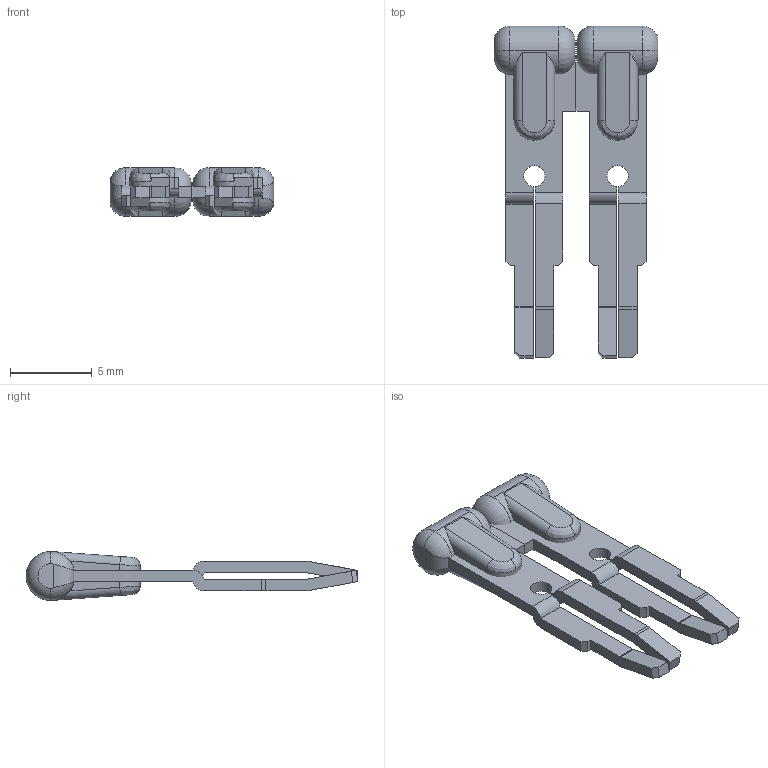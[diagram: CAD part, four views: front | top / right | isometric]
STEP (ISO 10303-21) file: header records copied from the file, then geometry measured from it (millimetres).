
FILE_DESCRIPTION (( 'STEP AP214' ), '1' );
FILE_NAME ('43525_02_DN-2J2Y.STEP', '2014-05-29T12:46:57', ( '' ), ( '' ), 'SwSTEP 2.0', 'SolidWorks 2013', '' );
FILE_SCHEMA (( 'AUTOMOTIVE_DESIGN' ));
Length unit declared in the file: millimetre
Products named in the file (3): 43525_02_DN-2J2Y; J2,5_J4 INTERMEDIO; J2,5_M
Assembly tree (4 placements, depth 2):
  43525_02_DN-2J2Y
    J2,5_J4 INTERMEDIO  x2
    J2,5_M  x2
Bounding box: 10.03 x 20.34 x 3 mm (x, y, z)
Volume: 191.8 mm3; surface area: 504.2 mm2
Topology: 4 solids, 4 shells, 126 faces, 350 edges, 228 vertices
Faces by surface type: plane 74, cylinder 32, torus 10, bspline 10
Entity records: 2652 total; most frequent: CARTESIAN_POINT 694, ORIENTED_EDGE 346, DIRECTION 327, EDGE_CURVE 173, VECTOR 115, LINE 115, VERTEX_POINT 114, AXIS2_PLACEMENT_3D 106
